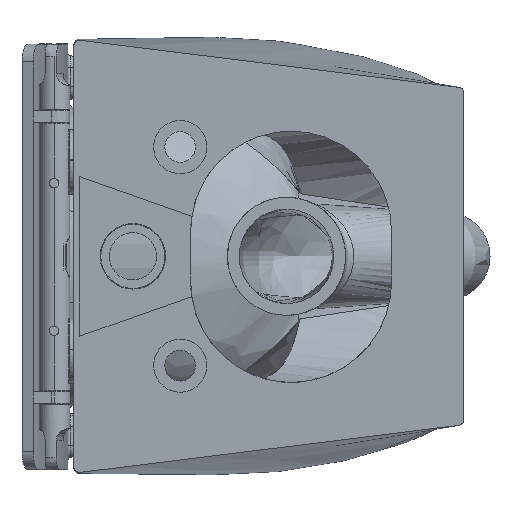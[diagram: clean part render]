
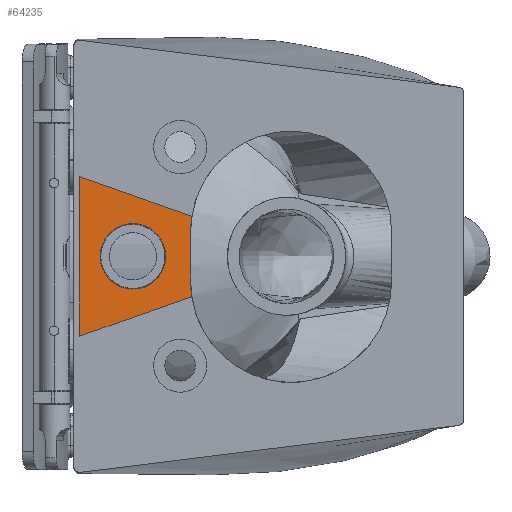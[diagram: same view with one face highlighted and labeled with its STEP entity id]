
A CAD part, left-side view. The second image highlights one B-rep face of the part: STEP entity #64235.
In plain terms, the highlighted planar face has unit normal (-1, 0, 0).
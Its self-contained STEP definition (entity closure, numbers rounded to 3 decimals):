
#434 = DIRECTION ( 'NONE',  ( 0., 0., 1. ) ) ;
#2026 = EDGE_CURVE ( 'NONE', #46025, #47920, #58342, .T. ) ;
#2796 = FACE_OUTER_BOUND ( 'NONE', #75607, .T. ) ;
#3120 = EDGE_CURVE ( 'NONE', #14240, #32469, #23384, .T. ) ;
#3295 = LINE ( 'NONE', #52703, #72442 ) ;
#3992 = PLANE ( 'NONE',  #49476 ) ;
#10357 = ORIENTED_EDGE ( 'NONE', *, *, #21409, .T. ) ;
#11838 = AXIS2_PLACEMENT_3D ( 'NONE', #33705, #59609, #77038 ) ;
#12422 = CARTESIAN_POINT ( 'NONE',  ( -252.5, -5., -67.5 ) ) ;
#14240 = VERTEX_POINT ( 'NONE', #72976 ) ;
#15346 = DIRECTION ( 'NONE',  ( -1., 0., 0. ) ) ;
#17153 = DIRECTION ( 'NONE',  ( 0., 0., 1. ) ) ;
#18095 = ORIENTED_EDGE ( 'NONE', *, *, #28592, .T. ) ;
#20029 = ORIENTED_EDGE ( 'NONE', *, *, #69074, .T. ) ;
#20222 = CARTESIAN_POINT ( 'NONE',  ( -252.5, -5., 67.5 ) ) ;
#21409 = EDGE_CURVE ( 'NONE', #60652, #46025, #52689, .T. ) ;
#23384 = LINE ( 'NONE', #12422, #67857 ) ;
#23509 = VERTEX_POINT ( 'NONE', #20222 ) ;
#28308 = DIRECTION ( 'NONE',  ( 0., 0., 1. ) ) ;
#28545 = DIRECTION ( 'NONE',  ( 0., 0.943, 0.333 ) ) ;
#28592 = EDGE_CURVE ( 'NONE', #23509, #14240, #3295, .T. ) ;
#28748 = CIRCLE ( 'NONE', #58426, 27.714 ) ;
#29329 = CARTESIAN_POINT ( 'NONE',  ( -252.5, -183.854, -21.758 ) ) ;
#29855 = AXIS2_PLACEMENT_3D ( 'NONE', #29329, #47940, #17153 ) ;
#31231 = DIRECTION ( 'NONE',  ( 1., 0., 0. ) ) ;
#32469 = VERTEX_POINT ( 'NONE', #60198 ) ;
#33705 = CARTESIAN_POINT ( 'NONE',  ( -252.5, -50., 0. ) ) ;
#35187 = FACE_BOUND ( 'NONE', #69788, .T. ) ;
#38555 = ORIENTED_EDGE ( 'NONE', *, *, #47229, .T. ) ;
#39524 = VERTEX_POINT ( 'NONE', #78847 ) ;
#39747 = DIRECTION ( 'NONE',  ( 0., 0., 1. ) ) ;
#40689 = LINE ( 'NONE', #51647, #47987 ) ;
#42702 = ORIENTED_EDGE ( 'NONE', *, *, #2026, .T. ) ;
#44805 = DIRECTION ( 'NONE',  ( 0., 0., 1. ) ) ;
#45434 = CARTESIAN_POINT ( 'NONE',  ( -252.5, -98.858, 21.755 ) ) ;
#46025 = VERTEX_POINT ( 'NONE', #72330 ) ;
#47229 = EDGE_CURVE ( 'NONE', #32469, #60652, #51856, .T. ) ;
#47920 = VERTEX_POINT ( 'NONE', #53522 ) ;
#47940 = DIRECTION ( 'NONE',  ( 1., 0., 0. ) ) ;
#47987 = VECTOR ( 'NONE', #28545, 1000. ) ;
#48979 = VERTEX_POINT ( 'NONE', #69646 ) ;
#49105 = ORIENTED_EDGE ( 'NONE', *, *, #3120, .T. ) ;
#49281 = DIRECTION ( 'NONE',  ( 0., -0.944, 0.331 ) ) ;
#49476 = AXIS2_PLACEMENT_3D ( 'NONE', #70833, #15346, #28308 ) ;
#50232 = EDGE_CURVE ( 'NONE', #47920, #23509, #40689, .T. ) ;
#50874 = DIRECTION ( 'NONE',  ( 1., 0., 0. ) ) ;
#51647 = CARTESIAN_POINT ( 'NONE',  ( -252.5, -100.44, 33.746 ) ) ;
#51856 = CIRCLE ( 'NONE', #29855, 85. ) ;
#52102 = CARTESIAN_POINT ( 'NONE',  ( -252.5, -98.854, -21.755 ) ) ;
#52689 = LINE ( 'NONE', #45434, #56525 ) ;
#52703 = CARTESIAN_POINT ( 'NONE',  ( -252.5, -5., -67.5 ) ) ;
#53522 = CARTESIAN_POINT ( 'NONE',  ( -252.5, -99.849, 33.955 ) ) ;
#56525 = VECTOR ( 'NONE', #39747, 1000. ) ;
#58342 = CIRCLE ( 'NONE', #79058, 85. ) ;
#58426 = AXIS2_PLACEMENT_3D ( 'NONE', #75345, #31231, #434 ) ;
#59609 = DIRECTION ( 'NONE',  ( 1., 0., 0. ) ) ;
#60198 = CARTESIAN_POINT ( 'NONE',  ( -252.5, -99.774, -34.229 ) ) ;
#60652 = VERTEX_POINT ( 'NONE', #52102 ) ;
#62220 = CARTESIAN_POINT ( 'NONE',  ( -252.5, -183.854, 20.986 ) ) ;
#64159 = ORIENTED_EDGE ( 'NONE', *, *, #50232, .T. ) ;
#64235 = ADVANCED_FACE ( 'NONE', ( #35187, #2796 ), #3992, .T. ) ;
#67451 = CIRCLE ( 'NONE', #11838, 27.714 ) ;
#67601 = EDGE_CURVE ( 'NONE', #39524, #48979, #67451, .T. ) ;
#67857 = VECTOR ( 'NONE', #49281, 1000. ) ;
#69074 = EDGE_CURVE ( 'NONE', #48979, #39524, #28748, .T. ) ;
#69646 = CARTESIAN_POINT ( 'NONE',  ( -252.5, -50., -27.714 ) ) ;
#69788 = EDGE_LOOP ( 'NONE', ( #69925, #20029 ) ) ;
#69925 = ORIENTED_EDGE ( 'NONE', *, *, #67601, .T. ) ;
#70833 = CARTESIAN_POINT ( 'NONE',  ( -252.5, -185., 25.11 ) ) ;
#72330 = CARTESIAN_POINT ( 'NONE',  ( -252.5, -98.858, 21.755 ) ) ;
#72442 = VECTOR ( 'NONE', #77407, 1000. ) ;
#72976 = CARTESIAN_POINT ( 'NONE',  ( -252.5, -5., -67.5 ) ) ;
#75345 = CARTESIAN_POINT ( 'NONE',  ( -252.5, -50., 0. ) ) ;
#75607 = EDGE_LOOP ( 'NONE', ( #42702, #64159, #18095, #49105, #38555, #10357 ) ) ;
#77038 = DIRECTION ( 'NONE',  ( 0., 0., 1. ) ) ;
#77407 = DIRECTION ( 'NONE',  ( 0., 0., -1. ) ) ;
#78847 = CARTESIAN_POINT ( 'NONE',  ( -252.5, -50., 27.714 ) ) ;
#79058 = AXIS2_PLACEMENT_3D ( 'NONE', #62220, #50874, #44805 ) ;
